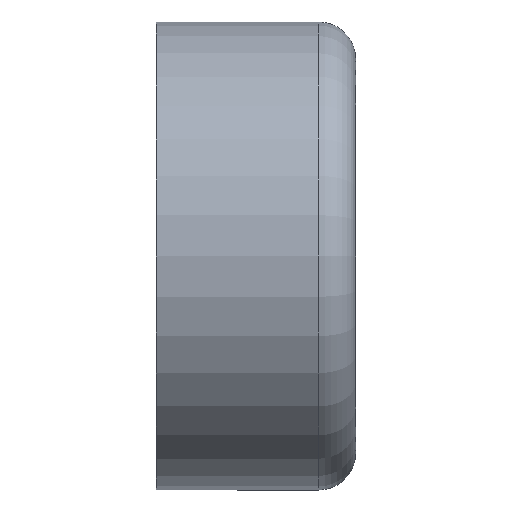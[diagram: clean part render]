
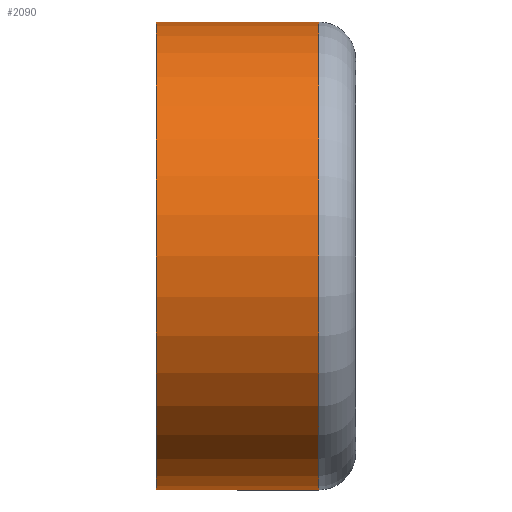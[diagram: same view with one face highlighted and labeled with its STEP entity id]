
A CAD part, left-side view. The second image highlights one B-rep face of the part: STEP entity #2090.
In plain terms, the highlighted cylindrical face has radius 19 mm (diameter 38 mm), a partial arc.
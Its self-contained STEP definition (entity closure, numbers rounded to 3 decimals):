
#13 = VERTEX_POINT ( 'NONE', #1919 ) ;
#55 = EDGE_CURVE ( 'NONE', #13, #1554, #170, .T. ) ;
#62 = AXIS2_PLACEMENT_3D ( 'NONE', #1773, #1114, #1944 ) ;
#170 = CIRCLE ( 'NONE', #62, 19. ) ;
#201 = DIRECTION ( 'NONE',  ( 0., -1., 0. ) ) ;
#208 = DIRECTION ( 'NONE',  ( 0., -1., 0. ) ) ;
#488 = EDGE_CURVE ( 'NONE', #1976, #1554, #694, .T. ) ;
#517 = EDGE_LOOP ( 'NONE', ( #1564, #1615, #580, #1575 ) ) ;
#518 = AXIS2_PLACEMENT_3D ( 'NONE', #932, #738, #922 ) ;
#580 = ORIENTED_EDGE ( 'NONE', *, *, #1778, .T. ) ;
#694 = LINE ( 'NONE', #714, #1548 ) ;
#714 = CARTESIAN_POINT ( 'NONE',  ( 0., 0., 19. ) ) ;
#738 = DIRECTION ( 'NONE',  ( 0., -1., 0. ) ) ;
#839 = CARTESIAN_POINT ( 'NONE',  ( 0., 14.021, -19. ) ) ;
#888 = DIRECTION ( 'NONE',  ( 0., -1., 0. ) ) ;
#897 = CARTESIAN_POINT ( 'NONE',  ( 0., 0.85, 19. ) ) ;
#922 = DIRECTION ( 'NONE',  ( 0., 0., -1. ) ) ;
#932 = CARTESIAN_POINT ( 'NONE',  ( 0., 0., 0. ) ) ;
#943 = DIRECTION ( 'NONE',  ( 0., 0., -1. ) ) ;
#962 = CARTESIAN_POINT ( 'NONE',  ( 0., 14.021, 19. ) ) ;
#1034 = EDGE_CURVE ( 'NONE', #1976, #1302, #2082, .T. ) ;
#1051 = CARTESIAN_POINT ( 'NONE',  ( 0., 14.021, 0. ) ) ;
#1114 = DIRECTION ( 'NONE',  ( 0., 1., 0. ) ) ;
#1269 = FACE_OUTER_BOUND ( 'NONE', #517, .T. ) ;
#1302 = VERTEX_POINT ( 'NONE', #839 ) ;
#1548 = VECTOR ( 'NONE', #201, 1000. ) ;
#1551 = VECTOR ( 'NONE', #208, 1000. ) ;
#1554 = VERTEX_POINT ( 'NONE', #897 ) ;
#1564 = ORIENTED_EDGE ( 'NONE', *, *, #488, .F. ) ;
#1575 = ORIENTED_EDGE ( 'NONE', *, *, #55, .T. ) ;
#1615 = ORIENTED_EDGE ( 'NONE', *, *, #1034, .T. ) ;
#1648 = AXIS2_PLACEMENT_3D ( 'NONE', #1051, #888, #943 ) ;
#1680 = CARTESIAN_POINT ( 'NONE',  ( 0., 0., -19. ) ) ;
#1737 = CYLINDRICAL_SURFACE ( 'NONE', #518, 19. ) ;
#1773 = CARTESIAN_POINT ( 'NONE',  ( 0., 0.85, 0. ) ) ;
#1778 = EDGE_CURVE ( 'NONE', #1302, #13, #1835, .T. ) ;
#1835 = LINE ( 'NONE', #1680, #1551 ) ;
#1919 = CARTESIAN_POINT ( 'NONE',  ( 0., 0.85, -19. ) ) ;
#1944 = DIRECTION ( 'NONE',  ( 0., 0., -1. ) ) ;
#1976 = VERTEX_POINT ( 'NONE', #962 ) ;
#2082 = CIRCLE ( 'NONE', #1648, 19. ) ;
#2090 = ADVANCED_FACE ( 'NONE', ( #1269 ), #1737, .T. ) ;
